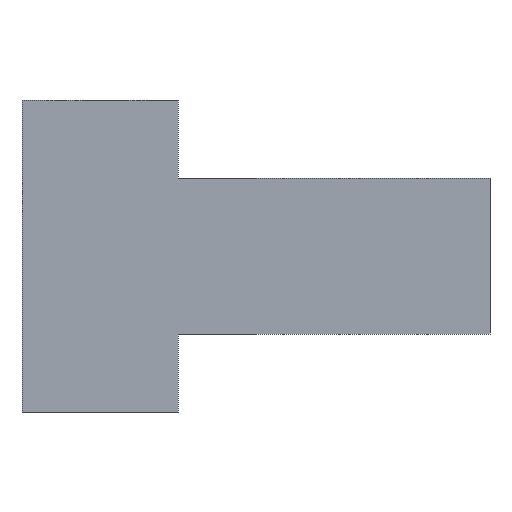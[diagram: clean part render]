
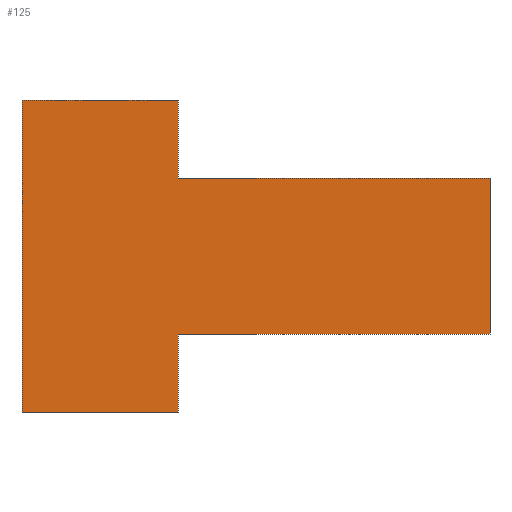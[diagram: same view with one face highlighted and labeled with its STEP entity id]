
A CAD part, left-side view. The second image highlights one B-rep face of the part: STEP entity #125.
In plain terms, the highlighted planar face has unit normal (-1, 0, 0).
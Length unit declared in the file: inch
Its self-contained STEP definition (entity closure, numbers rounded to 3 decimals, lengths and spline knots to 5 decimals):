
#8 = CARTESIAN_POINT ( 'NONE',  ( 0., 0.5, -0.25 ) ) ;
#18 = CARTESIAN_POINT ( 'NONE',  ( 0., 0., -0.125 ) ) ;
#19 = DIRECTION ( 'NONE',  ( 0., 0., -1. ) ) ;
#20 = VECTOR ( 'NONE', #19, 39.37008 ) ;
#21 = CARTESIAN_POINT ( 'NONE',  ( 0., 0., 0.25 ) ) ;
#22 = LINE ( 'NONE', #21, #20 ) ;
#23 = CARTESIAN_POINT ( 'NONE',  ( 0., 0., 0.125 ) ) ;
#33 = ORIENTED_EDGE ( 'NONE', *, *, #142, .F. ) ;
#34 = EDGE_CURVE ( 'NONE', #107, #141, #200, .T. ) ;
#35 = ORIENTED_EDGE ( 'NONE', *, *, #186, .F. ) ;
#37 = ORIENTED_EDGE ( 'NONE', *, *, #74, .F. ) ;
#38 = ORIENTED_EDGE ( 'NONE', *, *, #106, .T. ) ;
#62 = VERTEX_POINT ( 'NONE', #8 ) ;
#72 = VERTEX_POINT ( 'NONE', #23 ) ;
#74 = EDGE_CURVE ( 'NONE', #72, #75, #22, .T. ) ;
#75 = VERTEX_POINT ( 'NONE', #18 ) ;
#106 = EDGE_CURVE ( 'NONE', #107, #113, #246, .T. ) ;
#107 = VERTEX_POINT ( 'NONE', #249 ) ;
#113 = VERTEX_POINT ( 'NONE', #272 ) ;
#125 = ADVANCED_FACE ( 'NONE', ( #294 ), #293, .F. ) ;
#126 = EDGE_LOOP ( 'NONE', ( #127, #129, #130, #38, #192, #33, #35, #37 ) ) ;
#127 = ORIENTED_EDGE ( 'NONE', *, *, #128, .F. ) ;
#128 = EDGE_CURVE ( 'NONE', #147, #72, #399, .T. ) ;
#129 = ORIENTED_EDGE ( 'NONE', *, *, #136, .F. ) ;
#130 = ORIENTED_EDGE ( 'NONE', *, *, #34, .F. ) ;
#136 = EDGE_CURVE ( 'NONE', #141, #147, #280, .T. ) ;
#138 = VERTEX_POINT ( 'NONE', #267 ) ;
#141 = VERTEX_POINT ( 'NONE', #242 ) ;
#142 = EDGE_CURVE ( 'NONE', #138, #62, #241, .T. ) ;
#147 = VERTEX_POINT ( 'NONE', #409 ) ;
#170 = EDGE_CURVE ( 'NONE', #113, #62, #335, .T. ) ;
#186 = EDGE_CURVE ( 'NONE', #75, #138, #374, .T. ) ;
#192 = ORIENTED_EDGE ( 'NONE', *, *, #170, .T. ) ;
#197 = DIRECTION ( 'NONE',  ( 0., -1., 0. ) ) ;
#198 = VECTOR ( 'NONE', #197, 39.37008 ) ;
#199 = CARTESIAN_POINT ( 'NONE',  ( 0., 0., 0.25 ) ) ;
#200 = LINE ( 'NONE', #199, #198 ) ;
#240 = CARTESIAN_POINT ( 'NONE',  ( 0., 0.5, -0.25 ) ) ;
#241 = LINE ( 'NONE', #240, #355 ) ;
#242 = CARTESIAN_POINT ( 'NONE',  ( 0., 0.5, 0.25 ) ) ;
#243 = DIRECTION ( 'NONE',  ( 0., 0., -1. ) ) ;
#244 = VECTOR ( 'NONE', #243, 39.37008 ) ;
#245 = CARTESIAN_POINT ( 'NONE',  ( 0., 0.75, 0.25 ) ) ;
#246 = LINE ( 'NONE', #245, #244 ) ;
#249 = CARTESIAN_POINT ( 'NONE',  ( 0., 0.75, 0.25 ) ) ;
#267 = CARTESIAN_POINT ( 'NONE',  ( 0., 0.5, -0.125 ) ) ;
#268 = DIRECTION ( 'NONE',  ( 0., 0., -1. ) ) ;
#269 = VECTOR ( 'NONE', #268, 39.37008 ) ;
#270 = CARTESIAN_POINT ( 'NONE',  ( 0., 0.5, 0.25 ) ) ;
#272 = CARTESIAN_POINT ( 'NONE',  ( 0., 0.75, -0.25 ) ) ;
#280 = LINE ( 'NONE', #270, #269 ) ;
#292 = AXIS2_PLACEMENT_3D ( 'NONE', #371, #370, #369 ) ;
#293 = PLANE ( 'NONE',  #292 ) ;
#294 = FACE_OUTER_BOUND ( 'NONE', #126, .T. ) ;
#319 = DIRECTION ( 'NONE',  ( 0., 1., 0. ) ) ;
#332 = DIRECTION ( 'NONE',  ( 0., -1., 0. ) ) ;
#333 = VECTOR ( 'NONE', #332, 39.37008 ) ;
#334 = CARTESIAN_POINT ( 'NONE',  ( 0., 0., -0.25 ) ) ;
#335 = LINE ( 'NONE', #334, #333 ) ;
#354 = DIRECTION ( 'NONE',  ( 0., 0., -1. ) ) ;
#355 = VECTOR ( 'NONE', #354, 39.37008 ) ;
#369 = DIRECTION ( 'NONE',  ( 0., 0., -1. ) ) ;
#370 = DIRECTION ( 'NONE',  ( 1., 0., 0. ) ) ;
#371 = CARTESIAN_POINT ( 'NONE',  ( 0., 0., 0.25 ) ) ;
#372 = VECTOR ( 'NONE', #319, 39.37008 ) ;
#373 = CARTESIAN_POINT ( 'NONE',  ( 0., 0.5, -0.125 ) ) ;
#374 = LINE ( 'NONE', #373, #372 ) ;
#396 = DIRECTION ( 'NONE',  ( 0., -1., 0. ) ) ;
#397 = VECTOR ( 'NONE', #396, 39.37008 ) ;
#398 = CARTESIAN_POINT ( 'NONE',  ( 0., 0.5, 0.125 ) ) ;
#399 = LINE ( 'NONE', #398, #397 ) ;
#409 = CARTESIAN_POINT ( 'NONE',  ( 0., 0.5, 0.125 ) ) ;
